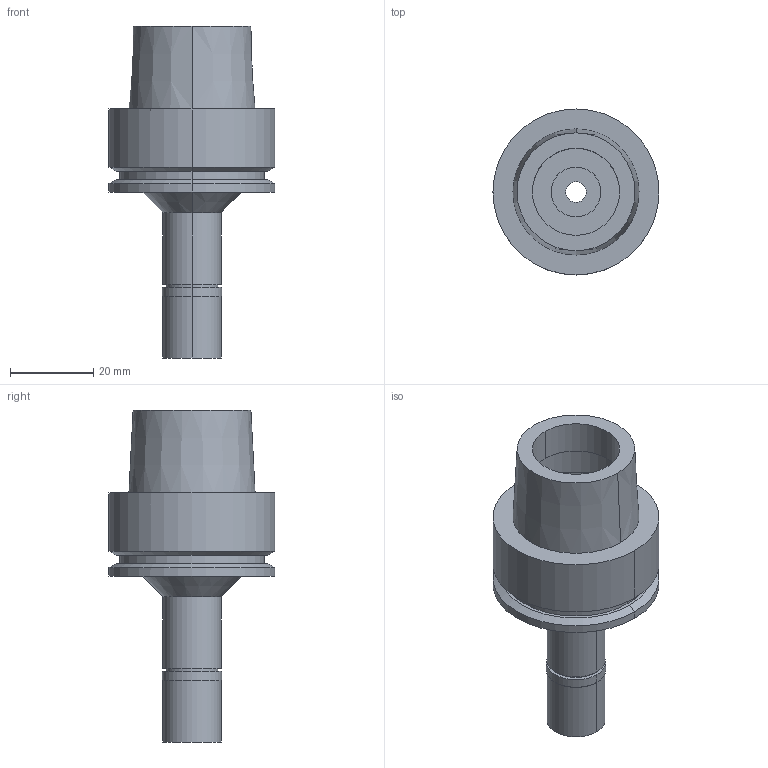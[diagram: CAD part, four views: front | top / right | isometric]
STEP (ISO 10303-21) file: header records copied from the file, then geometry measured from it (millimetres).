
FILE_DESCRIPTION (( 'STEP AP203' ), '1' );
FILE_NAME ('HSK-E40-MEGA6S-60.stp', '2019-07-03T15:54:05', ( '' ), ( '' ), 'SwSTEP 2.0', 'SolidWorks 2019', '' );
FILE_SCHEMA (( 'CONFIG_CONTROL_DESIGN' ));
Length unit declared in the file: millimetre
Products named in the file (7): HSK-E40-MEGA6S-60_1.stp; HE40MS06060-060_ASM.stp; HSK-E40-MEGA6S-60-060-FreeParts; MGN6S_1.stp; HSK-E40-MEGA6S-60-060.stp; HSK-E40-MEGA6S-60; DXF_TEMP_ASSY_ASM_4_ASM.stp
Assembly tree (5 placements, depth 5):
  HSK-E40-MEGA6S-60-060-FreeParts
  HSK-E40-MEGA6S-60
    HSK-E40-MEGA6S-60-060.stp
      HE40MS06060-060_ASM.stp
        DXF_TEMP_ASSY_ASM_4_ASM.stp
          HSK-E40-MEGA6S-60_1.stp
          MGN6S_1.stp
Bounding box: 40 x 40 x 80 mm (x, y, z)
Volume: 30583.3 mm3; surface area: 13472.8 mm2
Topology: 2 solids, 2 shells, 74 faces, 148 edges, 92 vertices
Faces by surface type: cylinder 40, plane 18, cone 14, torus 2
Entity records: 2672 total; most frequent: DIRECTION 412, CARTESIAN_POINT 325, ORIENTED_EDGE 296, AXIS2_PLACEMENT_3D 179, EDGE_CURVE 148, CIRCLE 94, VERTEX_POINT 92, EDGE_LOOP 92
